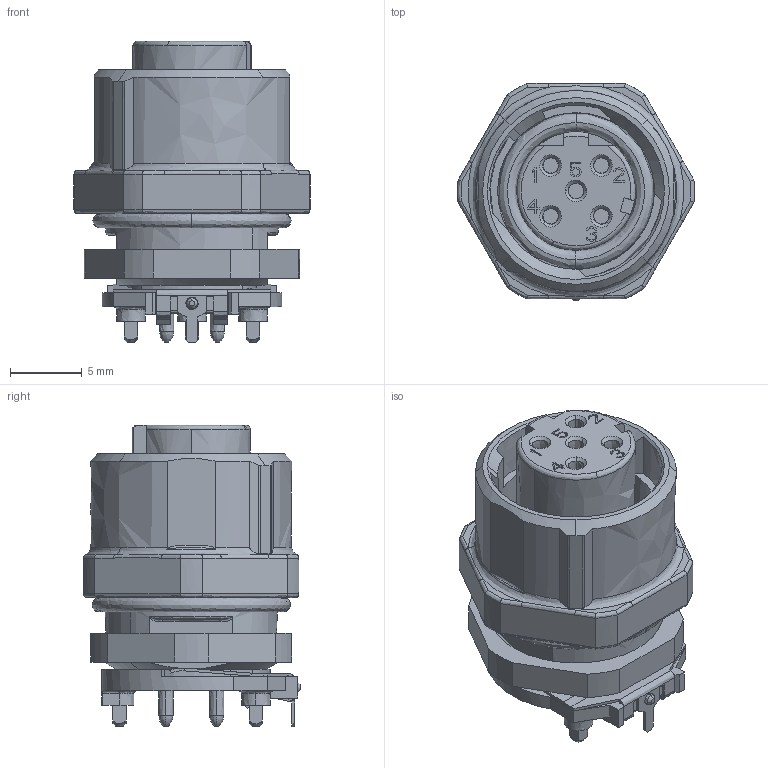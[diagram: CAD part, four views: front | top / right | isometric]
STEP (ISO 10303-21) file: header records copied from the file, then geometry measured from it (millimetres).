
FILE_DESCRIPTION(('CATIA V5 STEP Exchange','CAx-IF Rec.Pracs.--- Model Styling and Organization---1.4--- 2014-01-23'),'2;1');
FILE_NAME ('032874-4_0_8902810000_8902810000.stp','2020-04-20T08:04:44+00:00',('none'),('Weidmueller'),'CATIA Version 5-6 Release 2016 SP3 HF44','CATIA V5 STEP AP214','none');
FILE_SCHEMA(('AUTOMOTIVE_DESIGN { 1 0 10303 214 1 1 1 1 }'));
Length unit declared in the file: millimetre
Products named in the file (1): 8902810000
Bounding box: 16.5 x 15.1 x 21 mm (x, y, z)
Volume: 2287.1 mm3; surface area: 3036.4 mm2
Topology: 11 solids, 11 shells, 629 faces, 1593 edges, 1000 vertices
Faces by surface type: plane 354, bspline 275
Entity records: 23957 total; most frequent: CARTESIAN_POINT 12115, ORIENTED_EDGE 3186, EDGE_CURVE 1593, DIRECTION 1505, VERTEX_POINT 1000, VECTOR 797, LINE 797, EDGE_LOOP 655
